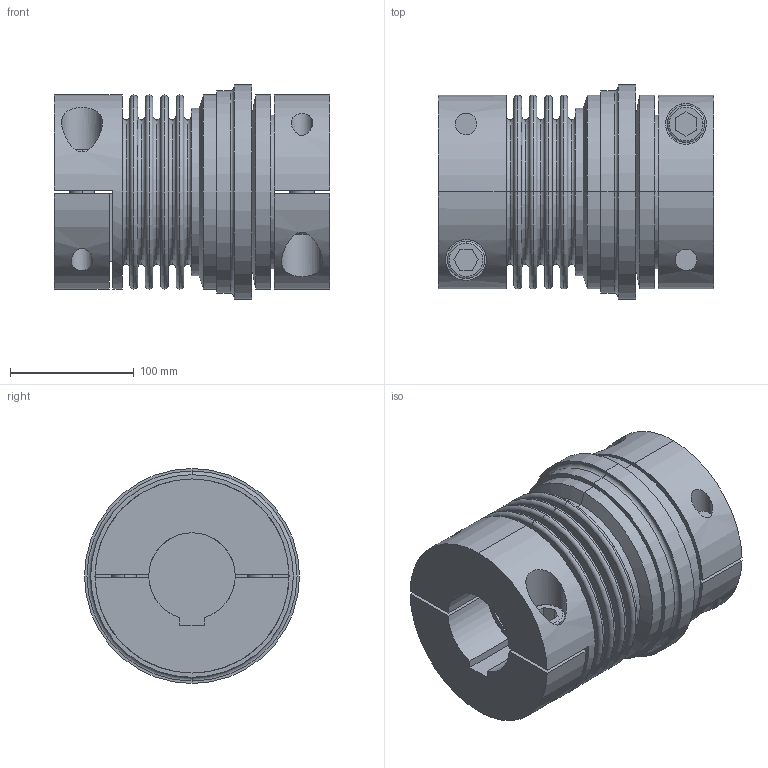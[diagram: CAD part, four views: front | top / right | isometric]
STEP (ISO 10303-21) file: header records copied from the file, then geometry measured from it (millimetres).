
FILE_DESCRIPTION(('STEP AP214'),'1');
FILE_NAME('cctmp_DF2B0423-EDEF-45C3-8F49-EBA1E17844B9_2023_06_09_07_53_57_0850..stp','2023-06-09T05:53:58',('R+W Antriebselemente GmbH'),('CADClick - www.CADClick.com'),'Spatial InterOp 3D',' ','unknown authorization');
FILE_SCHEMA(('AUTOMOTIVE_DESIGN'));
Length unit declared in the file: millimetre
Products named in the file (1): SK2/1500/223/D/70-PFN/70-PFN/700/700-1200
Bounding box: 223 x 174 x 174 mm (x, y, z)
Volume: 3377421.4 mm3; surface area: 346822.1 mm2
Topology: 1 solids, 1 shells, 203 faces, 471 edges, 304 vertices
Faces by surface type: plane 88, cylinder 65, torus 46, cone 4
Entity records: 8014 total; most frequent: CARTESIAN_POINT 1531, DIRECTION 1096, ORIENTED_EDGE 942, EDGE_CURVE 471, AXIS2_PLACEMENT_3D 445, VERTEX_POINT 304, EDGE_LOOP 245, CIRCLE 241
